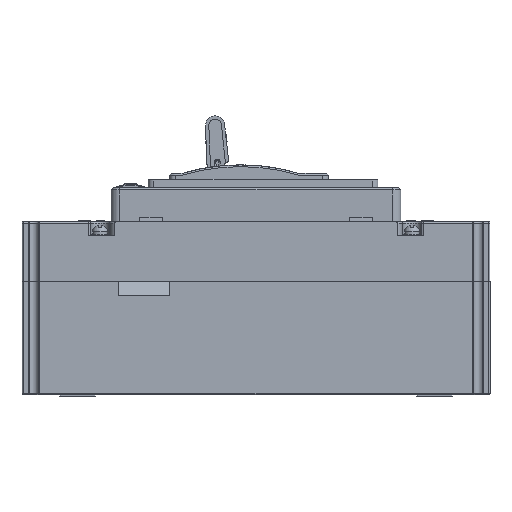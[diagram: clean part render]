
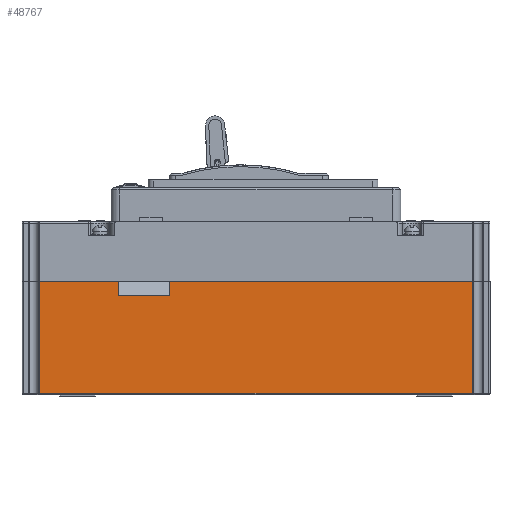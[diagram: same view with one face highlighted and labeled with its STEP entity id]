
A CAD part, front view. The second image highlights one B-rep face of the part: STEP entity #48767.
In plain terms, the highlighted planar face has unit normal (0, -1, 0).
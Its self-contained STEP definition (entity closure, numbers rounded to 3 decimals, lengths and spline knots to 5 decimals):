
#32782=DIRECTION('',(1.,0.,0.));
#32783=VECTOR('',#32782,0.018);
#32784=CARTESIAN_POINT('',(0.25163,-0.135,
0.00588));
#32785=LINE('',#32784,#32783);
#32786=DIRECTION('',(0.,0.,1.));
#32787=VECTOR('',#32786,0.005);
#32788=CARTESIAN_POINT('',(0.26963,-0.135,
0.00588));
#32789=LINE('',#32788,#32787);
#32790=DIRECTION('',(1.,0.,0.));
#32791=VECTOR('',#32790,0.10681);
#32792=CARTESIAN_POINT('',(0.26963,-0.135,
0.01088));
#32793=LINE('',#32792,#32791);
#32794=DIRECTION('',(1.,0.,0.));
#32795=VECTOR('',#32794,0.02781);
#32796=CARTESIAN_POINT('',(0.22382,-0.135,
0.01088));
#32797=LINE('',#32796,#32795);
#32798=DIRECTION('',(0.,0.,-1.));
#32799=VECTOR('',#32798,0.005);
#32800=CARTESIAN_POINT('',(0.25163,-0.135,
0.01088));
#32801=LINE('',#32800,#32799);
#33061=DIRECTION('',(0.,0.,-1.));
#33062=VECTOR('',#33061,0.0395);
#33063=CARTESIAN_POINT('',(0.22382,-0.135,
0.01088));
#33064=LINE('',#33063,#33062);
#33080=DIRECTION('',(1.,0.,0.));
#33081=VECTOR('',#33080,0.15261);
#33082=CARTESIAN_POINT('',(0.22382,-0.135,
-0.02862));
#33083=LINE('',#33082,#33081);
#33098=DIRECTION('',(0.,0.,1.));
#33099=VECTOR('',#33098,0.0395);
#33100=CARTESIAN_POINT('',(0.37644,-0.135,
-0.02862));
#33101=LINE('',#33100,#33099);
#45094=CARTESIAN_POINT('',(0.25163,-0.135,
0.00588));
#45095=CARTESIAN_POINT('',(0.26963,-0.135,
0.00588));
#45096=VERTEX_POINT('',#45094);
#45097=VERTEX_POINT('',#45095);
#45098=CARTESIAN_POINT('',(0.26963,-0.135,
0.01088));
#45099=VERTEX_POINT('',#45098);
#45100=CARTESIAN_POINT('',(0.37644,-0.135,
0.01088));
#45101=VERTEX_POINT('',#45100);
#45102=CARTESIAN_POINT('',(0.37644,-0.135,
-0.02862));
#45103=VERTEX_POINT('',#45102);
#45104=CARTESIAN_POINT('',(0.22382,-0.135,
-0.02862));
#45105=VERTEX_POINT('',#45104);
#45106=CARTESIAN_POINT('',(0.22382,-0.135,
0.01088));
#45107=VERTEX_POINT('',#45106);
#45108=CARTESIAN_POINT('',(0.25163,-0.135,
0.01088));
#45109=VERTEX_POINT('',#45108);
#48744=CARTESIAN_POINT('',(0.21763,-0.135,
0.01088));
#48745=DIRECTION('',(0.,-1.,0.));
#48746=DIRECTION('',(1.,0.,0.));
#48747=AXIS2_PLACEMENT_3D('',#48744,#48745,#48746);
#48748=PLANE('',#48747);
#48750=ORIENTED_EDGE('',*,*,#48749,.T.);
#48752=ORIENTED_EDGE('',*,*,#48751,.T.);
#48754=ORIENTED_EDGE('',*,*,#48753,.T.);
#48756=ORIENTED_EDGE('',*,*,#48755,.F.);
#48758=ORIENTED_EDGE('',*,*,#48757,.F.);
#48760=ORIENTED_EDGE('',*,*,#48759,.F.);
#48762=ORIENTED_EDGE('',*,*,#48761,.T.);
#48764=ORIENTED_EDGE('',*,*,#48763,.T.);
#48765=EDGE_LOOP('',(#48750,#48752,#48754,#48756,#48758,#48760,#48762,#48764));
#48766=FACE_OUTER_BOUND('',#48765,.F.);
#48767=ADVANCED_FACE('',(#48766),#48748,.T.);
#48749=EDGE_CURVE('',#45096,#45097,#32785,.T.);
#48751=EDGE_CURVE('',#45097,#45099,#32789,.T.);
#48753=EDGE_CURVE('',#45099,#45101,#32793,.T.);
#48755=EDGE_CURVE('',#45103,#45101,#33101,.T.);
#48757=EDGE_CURVE('',#45105,#45103,#33083,.T.);
#48759=EDGE_CURVE('',#45107,#45105,#33064,.T.);
#48761=EDGE_CURVE('',#45107,#45109,#32797,.T.);
#48763=EDGE_CURVE('',#45109,#45096,#32801,.T.);
